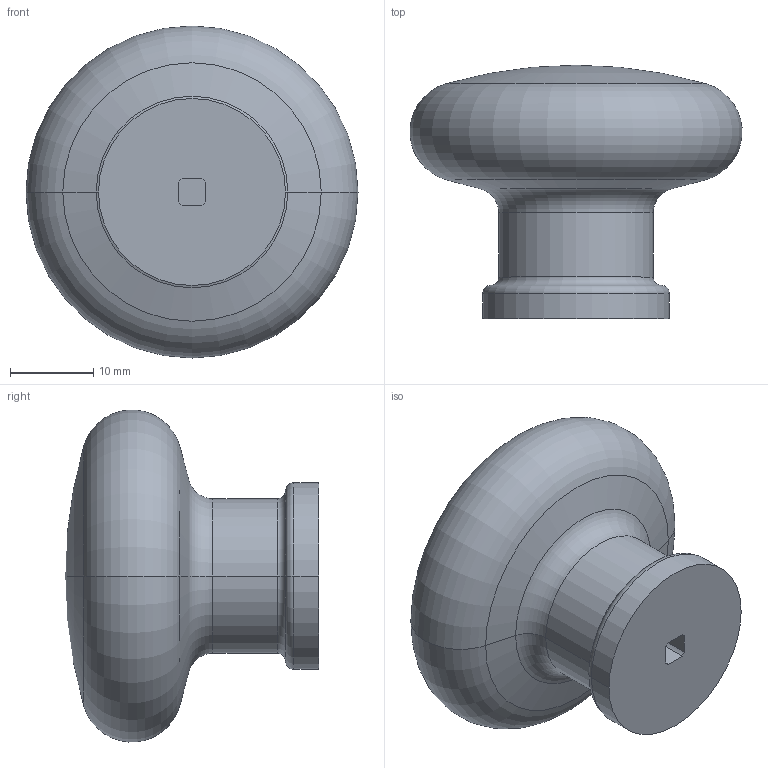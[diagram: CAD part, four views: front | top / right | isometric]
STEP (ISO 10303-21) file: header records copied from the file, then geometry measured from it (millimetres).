
FILE_DESCRIPTION(('Creo Elements/Direct Modeling STEP Export'),'2;1');
FILE_NAME('0385-40.stp','2018-11-16T11:48:10',(''),(''),'Creo Elements/Direct Modeling STEP processor for AP214 (Solid Model)','Creo Elements/Direct Modeling 20.0 12-Nov-2016 (C) Parametric Technology GmbH','');
FILE_SCHEMA(('AUTOMOTIVE_DESIGN { 1 0 10303 214 1 1 1 1 }'));
Length unit declared in the file: millimetre
Products named in the file (1): 0385-40
Bounding box: 39.97 x 30.5 x 39.97 mm (x, y, z)
Volume: 19074.7 mm3; surface area: 4725.5 mm2
Topology: 1 solids, 1 shells, 26 faces, 58 edges, 33 vertices
Faces by surface type: cylinder 8, torus 8, plane 6, cone 2, sphere 2
Entity records: 687 total; most frequent: DIRECTION 126, ORIENTED_EDGE 112, CARTESIAN_POINT 107, EDGE_CURVE 56, AXIS2_PLACEMENT_3D 52, VERTEX_POINT 33, EDGE_LOOP 27, FACE_OUTER_BOUND 26
